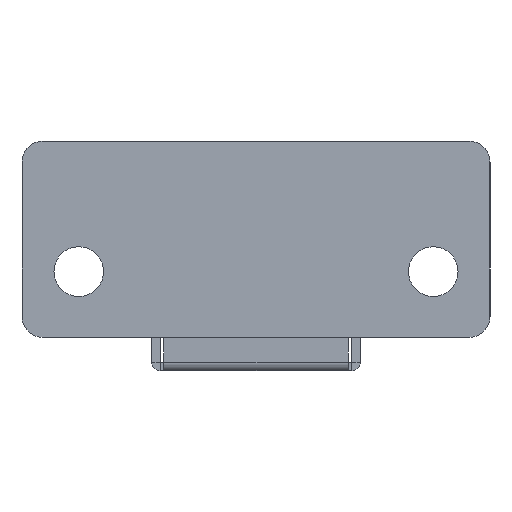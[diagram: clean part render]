
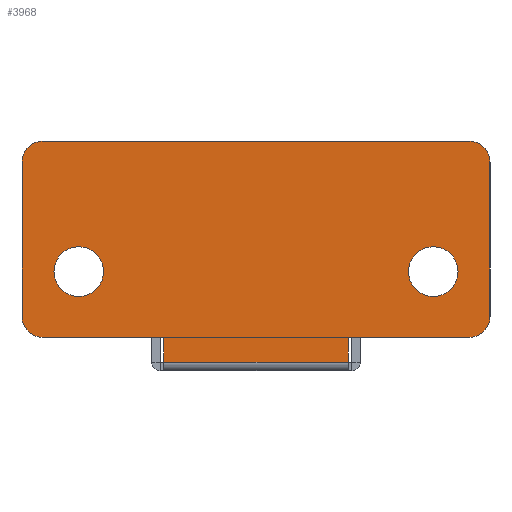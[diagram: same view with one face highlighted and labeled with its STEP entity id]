
A CAD part, left-side view. The second image highlights one B-rep face of the part: STEP entity #3968.
In plain terms, the highlighted planar face has unit normal (-1, 0, 0).
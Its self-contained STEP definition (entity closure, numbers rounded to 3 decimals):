
#292 = AXIS2_PLACEMENT_3D ( 'NONE', #1001, #1002, #1003 ) ;
#296 = AXIS2_PLACEMENT_3D ( 'NONE', #1017, #1021, #1022 ) ;
#303 = AXIS2_PLACEMENT_3D ( 'NONE', #1058, #1060, #1061 ) ;
#305 = AXIS2_PLACEMENT_3D ( 'NONE', #1055, #1065, #1066 ) ;
#306 = AXIS2_PLACEMENT_3D ( 'NONE', #1059, #1074, #1075 ) ;
#307 = AXIS2_PLACEMENT_3D ( 'NONE', #1064, #1079, #1080 ) ;
#308 = AXIS2_PLACEMENT_3D ( 'NONE', #1073, #1084, #1085 ) ;
#309 = AXIS2_PLACEMENT_3D ( 'NONE', #1083, #1089, #1090 ) ;
#386 = AXIS2_PLACEMENT_3D ( 'NONE', #2796, #2802, #2803 ) ;
#1001 = CARTESIAN_POINT ( 'NONE',  ( -192.5, -25., 14. ) ) ;
#1002 = DIRECTION ( 'NONE',  ( 1., 0., 0. ) ) ;
#1003 = DIRECTION ( 'NONE',  ( 0., 0., -1. ) ) ;
#1017 = CARTESIAN_POINT ( 'NONE',  ( -192.5, 25., 14. ) ) ;
#1021 = DIRECTION ( 'NONE',  ( -1., 0., 0. ) ) ;
#1022 = DIRECTION ( 'NONE',  ( 0., 0., -1. ) ) ;
#1050 = CARTESIAN_POINT ( 'NONE',  ( -192.5, -33., 4.7 ) ) ;
#1051 = DIRECTION ( 'NONE',  ( 0., -1., 0. ) ) ;
#1055 = CARTESIAN_POINT ( 'NONE',  ( -192.5, -25., 14. ) ) ;
#1056 = CARTESIAN_POINT ( 'NONE',  ( -192.5, 13., 1.21 ) ) ;
#1057 = DIRECTION ( 'NONE',  ( 0., 1., 0. ) ) ;
#1058 = CARTESIAN_POINT ( 'NONE',  ( -192.5, 30., 7.7 ) ) ;
#1059 = CARTESIAN_POINT ( 'NONE',  ( -192.5, -30., 7.7 ) ) ;
#1060 = DIRECTION ( 'NONE',  ( -1., 0., 0. ) ) ;
#1061 = DIRECTION ( 'NONE',  ( 0., 0., -1. ) ) ;
#1062 = CARTESIAN_POINT ( 'NONE',  ( -192.5, 13., 1.2 ) ) ;
#1063 = DIRECTION ( 'NONE',  ( 0., 0., -1. ) ) ;
#1064 = CARTESIAN_POINT ( 'NONE',  ( -192.5, -30., 29.4 ) ) ;
#1065 = DIRECTION ( 'NONE',  ( 1., 0., 0. ) ) ;
#1066 = DIRECTION ( 'NONE',  ( 0., 0., -1. ) ) ;
#1067 = CARTESIAN_POINT ( 'NONE',  ( -192.5, 33., 32.4 ) ) ;
#1068 = DIRECTION ( 'NONE',  ( 0., 0., -1. ) ) ;
#1069 = CARTESIAN_POINT ( 'NONE',  ( -192.5, -13., 4.7 ) ) ;
#1070 = DIRECTION ( 'NONE',  ( 0., 0., 1. ) ) ;
#1071 = CARTESIAN_POINT ( 'NONE',  ( -192.5, -33., 4.7 ) ) ;
#1072 = DIRECTION ( 'NONE',  ( 0., -1., 0. ) ) ;
#1073 = CARTESIAN_POINT ( 'NONE',  ( -192.5, 30., 29.4 ) ) ;
#1074 = DIRECTION ( 'NONE',  ( -1., 0., 0. ) ) ;
#1075 = DIRECTION ( 'NONE',  ( 0., 0., -1. ) ) ;
#1076 = CARTESIAN_POINT ( 'NONE',  ( -192.5, -33., 32.4 ) ) ;
#1077 = DIRECTION ( 'NONE',  ( 0., 0., -1. ) ) ;
#1079 = DIRECTION ( 'NONE',  ( -1., 0., 0. ) ) ;
#1080 = DIRECTION ( 'NONE',  ( 0., 0., -1. ) ) ;
#1081 = CARTESIAN_POINT ( 'NONE',  ( -192.5, -33., 32.4 ) ) ;
#1082 = DIRECTION ( 'NONE',  ( 0., -1., 0. ) ) ;
#1083 = CARTESIAN_POINT ( 'NONE',  ( -192.5, 25., 14. ) ) ;
#1084 = DIRECTION ( 'NONE',  ( -1., 0., 0. ) ) ;
#1085 = DIRECTION ( 'NONE',  ( 0., 0., -1. ) ) ;
#1089 = DIRECTION ( 'NONE',  ( -1., 0., 0. ) ) ;
#1090 = DIRECTION ( 'NONE',  ( 0., 0., -1. ) ) ;
#1498 = CARTESIAN_POINT ( 'NONE',  ( -192.5, 13., 1.21 ) ) ;
#1544 = CARTESIAN_POINT ( 'NONE',  ( -192.5, -25., 17.5 ) ) ;
#1545 = CARTESIAN_POINT ( 'NONE',  ( -192.5, -25., 10.5 ) ) ;
#1560 = CARTESIAN_POINT ( 'NONE',  ( -192.5, 33., 29.4 ) ) ;
#1572 = CARTESIAN_POINT ( 'NONE',  ( -192.5, 33., 7.7 ) ) ;
#1587 = CARTESIAN_POINT ( 'NONE',  ( -192.5, -13., 4.7 ) ) ;
#1591 = CARTESIAN_POINT ( 'NONE',  ( -192.5, 25., 10.5 ) ) ;
#1592 = CARTESIAN_POINT ( 'NONE',  ( -192.5, 13., 4.7 ) ) ;
#1596 = CARTESIAN_POINT ( 'NONE',  ( -192.5, 25., 17.5 ) ) ;
#1600 = CARTESIAN_POINT ( 'NONE',  ( -192.5, 30., 4.7 ) ) ;
#1602 = CARTESIAN_POINT ( 'NONE',  ( -192.5, -33., 29.4 ) ) ;
#1603 = CARTESIAN_POINT ( 'NONE',  ( -192.5, 30., 32.4 ) ) ;
#1609 = CARTESIAN_POINT ( 'NONE',  ( -192.5, -33., 7.7 ) ) ;
#1613 = CARTESIAN_POINT ( 'NONE',  ( -192.5, -30., 4.7 ) ) ;
#1615 = CARTESIAN_POINT ( 'NONE',  ( -192.5, -30., 32.4 ) ) ;
#1617 = CARTESIAN_POINT ( 'NONE',  ( -192.5, -13., 1.21 ) ) ;
#1913 = EDGE_CURVE ( 'NONE', #3701, #3702, #4738, .T. ) ;
#1921 = EDGE_CURVE ( 'NONE', #3748, #3753, #4752, .T. ) ;
#1934 = EDGE_CURVE ( 'NONE', #3757, #3749, #4764, .T. ) ;
#1936 = EDGE_CURVE ( 'NONE', #3774, #3655, #4770, .T. ) ;
#1937 = EDGE_CURVE ( 'NONE', #3729, #3757, #4778, .T. ) ;
#1938 = EDGE_CURVE ( 'NONE', #3749, #3655, #4772, .T. ) ;
#1939 = EDGE_CURVE ( 'NONE', #3702, #3701, #4781, .T. ) ;
#1940 = EDGE_CURVE ( 'NONE', #3717, #3729, #4776, .T. ) ;
#1941 = EDGE_CURVE ( 'NONE', #3774, #3744, #4782, .T. ) ;
#1942 = EDGE_CURVE ( 'NONE', #3744, #3770, #4784, .T. ) ;
#1943 = EDGE_CURVE ( 'NONE', #3770, #3766, #4787, .T. ) ;
#1944 = EDGE_CURVE ( 'NONE', #3759, #3766, #4775, .T. ) ;
#1945 = EDGE_CURVE ( 'NONE', #3759, #3772, #4788, .T. ) ;
#1946 = EDGE_CURVE ( 'NONE', #3760, #3772, #4779, .T. ) ;
#1947 = EDGE_CURVE ( 'NONE', #3760, #3717, #4790, .T. ) ;
#1949 = EDGE_CURVE ( 'NONE', #3753, #3748, #4794, .T. ) ;
#2562 = ORIENTED_EDGE ( 'NONE', *, *, #1939, .T. ) ;
#2563 = ORIENTED_EDGE ( 'NONE', *, *, #1913, .T. ) ;
#2564 = ORIENTED_EDGE ( 'NONE', *, *, #1940, .T. ) ;
#2565 = ORIENTED_EDGE ( 'NONE', *, *, #1937, .T. ) ;
#2566 = ORIENTED_EDGE ( 'NONE', *, *, #1934, .T. ) ;
#2567 = ORIENTED_EDGE ( 'NONE', *, *, #1938, .T. ) ;
#2568 = ORIENTED_EDGE ( 'NONE', *, *, #1936, .F. ) ;
#2569 = ORIENTED_EDGE ( 'NONE', *, *, #1941, .T. ) ;
#2570 = ORIENTED_EDGE ( 'NONE', *, *, #1942, .T. ) ;
#2571 = ORIENTED_EDGE ( 'NONE', *, *, #1943, .T. ) ;
#2572 = ORIENTED_EDGE ( 'NONE', *, *, #1944, .F. ) ;
#2573 = ORIENTED_EDGE ( 'NONE', *, *, #1945, .T. ) ;
#2574 = ORIENTED_EDGE ( 'NONE', *, *, #1946, .F. ) ;
#2575 = ORIENTED_EDGE ( 'NONE', *, *, #1947, .T. ) ;
#2576 = ORIENTED_EDGE ( 'NONE', *, *, #1921, .F. ) ;
#2577 = ORIENTED_EDGE ( 'NONE', *, *, #1949, .F. ) ;
#2796 = CARTESIAN_POINT ( 'NONE',  ( -192.5, 13., 1.2 ) ) ;
#2801 = PLANE ( 'NONE',  #386 ) ;
#2802 = DIRECTION ( 'NONE',  ( 1., 0., 0. ) ) ;
#2803 = DIRECTION ( 'NONE',  ( 0., 0., -1. ) ) ;
#3655 = VERTEX_POINT ( 'NONE', #1498 ) ;
#3701 = VERTEX_POINT ( 'NONE', #1544 ) ;
#3702 = VERTEX_POINT ( 'NONE', #1545 ) ;
#3717 = VERTEX_POINT ( 'NONE', #1560 ) ;
#3729 = VERTEX_POINT ( 'NONE', #1572 ) ;
#3744 = VERTEX_POINT ( 'NONE', #1587 ) ;
#3748 = VERTEX_POINT ( 'NONE', #1591 ) ;
#3749 = VERTEX_POINT ( 'NONE', #1592 ) ;
#3753 = VERTEX_POINT ( 'NONE', #1596 ) ;
#3757 = VERTEX_POINT ( 'NONE', #1600 ) ;
#3759 = VERTEX_POINT ( 'NONE', #1602 ) ;
#3760 = VERTEX_POINT ( 'NONE', #1603 ) ;
#3766 = VERTEX_POINT ( 'NONE', #1609 ) ;
#3770 = VERTEX_POINT ( 'NONE', #1613 ) ;
#3772 = VERTEX_POINT ( 'NONE', #1615 ) ;
#3774 = VERTEX_POINT ( 'NONE', #1617 ) ;
#3968 = ADVANCED_FACE ( 'NONE', ( #5068, #5072, #5074 ), #2801, .F. ) ;
#4132 = EDGE_LOOP ( 'NONE', ( #2576, #2577 ) ) ;
#4310 = EDGE_LOOP ( 'NONE', ( #2564, #2565, #2566, #2567, #2568, #2569, #2570, #2571, #2572, #2573, #2574, #2575 ) ) ;
#4406 = EDGE_LOOP ( 'NONE', ( #2562, #2563 ) ) ;
#4738 = CIRCLE ( 'NONE', #292, 3.5 ) ;
#4752 = CIRCLE ( 'NONE', #296, 3.5 ) ;
#4764 = LINE ( 'NONE', #1050, #4768 ) ;
#4767 = VECTOR ( 'NONE', #1057, 1000. ) ;
#4768 = VECTOR ( 'NONE', #1051, 1000. ) ;
#4770 = LINE ( 'NONE', #1056, #4767 ) ;
#4772 = LINE ( 'NONE', #1062, #4773 ) ;
#4773 = VECTOR ( 'NONE', #1063, 1000. ) ;
#4775 = LINE ( 'NONE', #1076, #4780 ) ;
#4776 = LINE ( 'NONE', #1067, #4777 ) ;
#4777 = VECTOR ( 'NONE', #1068, 1000. ) ;
#4778 = CIRCLE ( 'NONE', #303, 3. ) ;
#4779 = LINE ( 'NONE', #1081, #4786 ) ;
#4780 = VECTOR ( 'NONE', #1077, 1000. ) ;
#4781 = CIRCLE ( 'NONE', #305, 3.5 ) ;
#4782 = LINE ( 'NONE', #1069, #4783 ) ;
#4783 = VECTOR ( 'NONE', #1070, 1000. ) ;
#4784 = LINE ( 'NONE', #1071, #4785 ) ;
#4785 = VECTOR ( 'NONE', #1072, 1000. ) ;
#4786 = VECTOR ( 'NONE', #1082, 1000. ) ;
#4787 = CIRCLE ( 'NONE', #306, 3. ) ;
#4788 = CIRCLE ( 'NONE', #307, 3. ) ;
#4790 = CIRCLE ( 'NONE', #308, 3. ) ;
#4794 = CIRCLE ( 'NONE', #309, 3.5 ) ;
#5068 = FACE_BOUND ( 'NONE', #4406, .T. ) ;
#5072 = FACE_OUTER_BOUND ( 'NONE', #4310, .T. ) ;
#5074 = FACE_BOUND ( 'NONE', #4132, .T. ) ;
